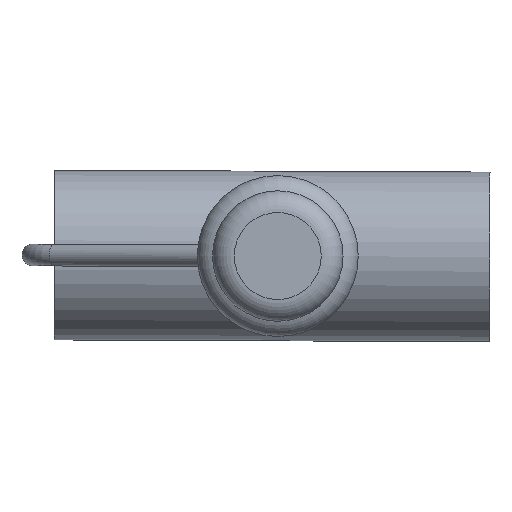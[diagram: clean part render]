
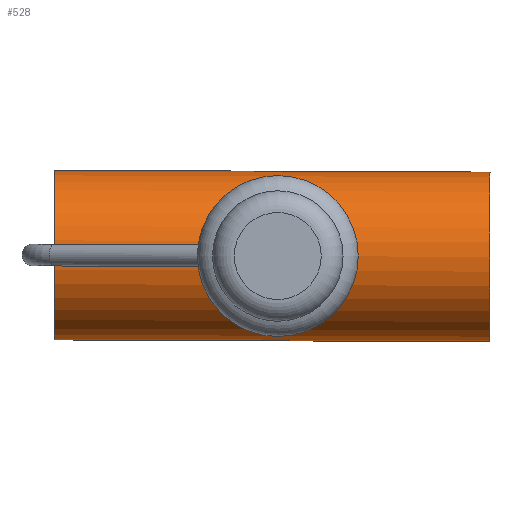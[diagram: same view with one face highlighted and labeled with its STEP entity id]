
A CAD part, front view. The second image highlights one B-rep face of the part: STEP entity #528.
In plain terms, the highlighted cylindrical face has radius 19.5 mm (diameter 39 mm), a full revolution.
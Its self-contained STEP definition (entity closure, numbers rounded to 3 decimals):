
#44=CYLINDRICAL_SURFACE('',#678,19.5);
#100=FACE_OUTER_BOUND('',#146,.T.);
#146=EDGE_LOOP('',(#414,#415,#416,#417));
#179=LINE('',#1014,#195);
#195=VECTOR('',#819,19.5);
#220=CIRCLE('',#674,19.5);
#223=CIRCLE('',#679,19.5);
#271=VERTEX_POINT('',#1003);
#274=VERTEX_POINT('',#1012);
#321=EDGE_CURVE('',#271,#271,#220,.T.);
#325=EDGE_CURVE('',#274,#274,#223,.T.);
#326=EDGE_CURVE('',#274,#271,#179,.T.);
#414=ORIENTED_EDGE('',*,*,#325,.F.);
#415=ORIENTED_EDGE('',*,*,#326,.T.);
#416=ORIENTED_EDGE('',*,*,#321,.F.);
#417=ORIENTED_EDGE('',*,*,#326,.F.);
#528=ADVANCED_FACE('',(#100),#44,.T.);
#674=AXIS2_PLACEMENT_3D('',#1004,#806,#807);
#678=AXIS2_PLACEMENT_3D('',#1011,#815,#816);
#679=AXIS2_PLACEMENT_3D('',#1013,#817,#818);
#806=DIRECTION('center_axis',(0.,0.,-1.));
#807=DIRECTION('ref_axis',(1.,0.,0.));
#815=DIRECTION('center_axis',(0.,0.,1.));
#816=DIRECTION('ref_axis',(1.,0.,0.));
#817=DIRECTION('center_axis',(0.,0.,1.));
#818=DIRECTION('ref_axis',(1.,0.,0.));
#819=DIRECTION('',(0.,0.,-1.));
#1003=CARTESIAN_POINT('',(-19.5,0.,-50.));
#1004=CARTESIAN_POINT('Origin',(0.,0.,-50.));
#1011=CARTESIAN_POINT('Origin',(0.,0.,0.));
#1012=CARTESIAN_POINT('',(-19.5,0.,50.));
#1013=CARTESIAN_POINT('Origin',(0.,0.,50.));
#1014=CARTESIAN_POINT('',(-19.5,0.,0.));
